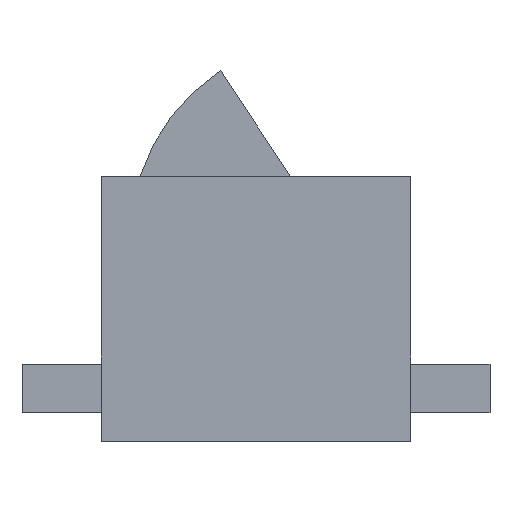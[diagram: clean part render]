
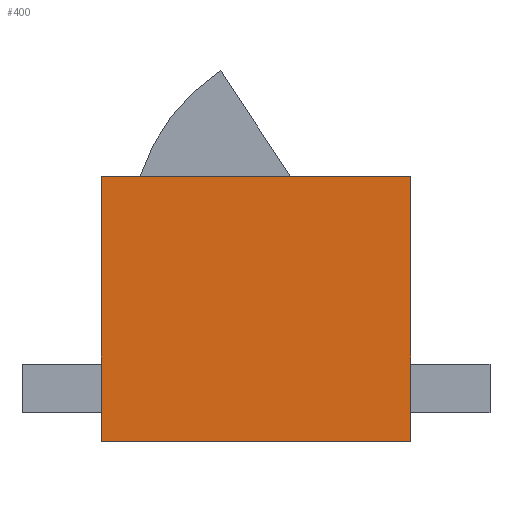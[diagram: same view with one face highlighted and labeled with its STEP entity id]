
A CAD part, top view. The second image highlights one B-rep face of the part: STEP entity #400.
In plain terms, the highlighted planar face has unit normal (0, 0, 1).
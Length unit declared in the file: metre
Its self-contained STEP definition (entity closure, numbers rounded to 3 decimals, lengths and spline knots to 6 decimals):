
#68=ORIENTED_EDGE('',*,*,#155,.F.);
#69=ORIENTED_EDGE('',*,*,#147,.T.);
#70=ORIENTED_EDGE('',*,*,#159,.T.);
#71=ORIENTED_EDGE('',*,*,#164,.F.);
#147=EDGE_CURVE('',#199,#198,#234,.T.);
#155=EDGE_CURVE('',#199,#206,#242,.T.);
#159=EDGE_CURVE('',#198,#208,#246,.T.);
#164=EDGE_CURVE('',#206,#208,#251,.T.);
#198=VERTEX_POINT('',#664);
#199=VERTEX_POINT('',#666);
#206=VERTEX_POINT('',#682);
#208=VERTEX_POINT('',#688);
#234=LINE('',#665,#277);
#242=LINE('',#681,#285);
#246=LINE('',#689,#289);
#251=LINE('',#699,#294);
#277=VECTOR('',#552,1.);
#285=VECTOR('',#562,1.);
#289=VECTOR('',#568,1.);
#294=VECTOR('',#575,1.);
#320=EDGE_LOOP('',(#68,#69,#70,#71));
#351=FACE_BOUND('',#320,.T.);
#381=PLANE('',#515);
#400=ADVANCED_FACE('',(#351),#381,.T.);
#515=AXIS2_PLACEMENT_3D('',#701,#577,#578);
#552=DIRECTION('',(0.,-1.,0.));
#562=DIRECTION('',(1.,0.,0.));
#568=DIRECTION('',(1.,0.,0.));
#575=DIRECTION('',(0.,-1.,0.));
#577=DIRECTION('',(0.,0.,1.));
#578=DIRECTION('',(1.,0.,0.));
#664=CARTESIAN_POINT('',(-0.00175,-0.0023,0.0014));
#665=CARTESIAN_POINT('',(-0.00175,-0.0008,0.0014));
#666=CARTESIAN_POINT('',(-0.00175,0.0007,0.0014));
#681=CARTESIAN_POINT('',(0.,0.0007,0.0014));
#682=CARTESIAN_POINT('',(0.00175,0.0007,0.0014));
#688=CARTESIAN_POINT('',(0.00175,-0.0023,0.0014));
#689=CARTESIAN_POINT('',(0.,-0.0023,0.0014));
#699=CARTESIAN_POINT('',(0.00175,-0.0008,0.0014));
#701=CARTESIAN_POINT('',(0.,-0.0008,0.0014));
